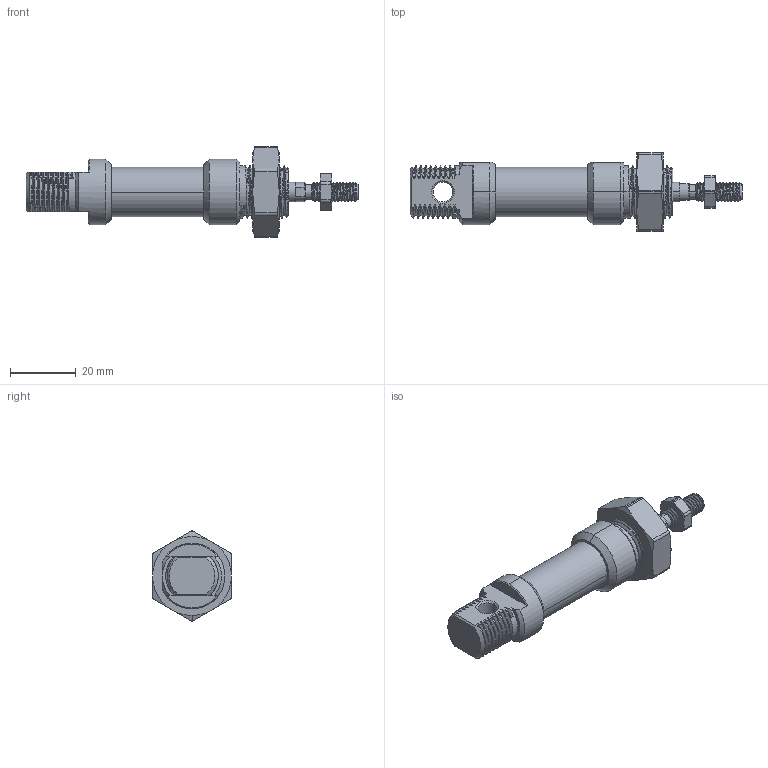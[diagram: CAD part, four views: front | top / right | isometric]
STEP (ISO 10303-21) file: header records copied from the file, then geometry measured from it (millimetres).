
FILE_DESCRIPTION (( 'STEP AP214' ), '1' );
FILE_NAME ('U012 0000 0102.STEP', '2021-04-28T08:33:37', ( '' ), ( '' ), 'SwSTEP 2.0', 'SolidWorks 2019', '' );
FILE_SCHEMA (( 'AUTOMOTIVE_DESIGN' ));
Length unit declared in the file: millimetre
Products named in the file (15): U012 0000 0102; Bolt-DIN912_M4x30; Dæmpeskiver_9012-43; Magnet_9312; 9006-34_9006-34-0 (�12); Stempelstangsmøtrik_U1901430; 9012-35-H00_9012-35-0; 1012-01; Oring_ORING 10x1; Afstryger (12-25)_EL 0058N3582; 1012-02_1012-02; Halsmøtrik_U1901402; Stempeltætning_Z81207N3580; 9012-36; Leje_PAP0608P11
Assembly tree (18 placements, depth 2):
  U012 0000 0102
    9006-34_9006-34-0 (�12)
    1012-02_1012-02
    9012-35-H00_9012-35-0
    1012-01
    Afstryger (12-25)_EL 0058N3582
    9012-36  x2
    Leje_PAP0608P11
    Oring_ORING 10x1  x2
    Magnet_9312
    Stempeltætning_Z81207N3580  x2
    Bolt-DIN912_M4x30
    Dæmpeskiver_9012-43  x2
    Halsmøtrik_U1901402
    Stempelstangsmøtrik_U1901430
Bounding box: 101 x 24 x 27.4 mm (x, y, z)
Volume: 17623.5 mm3; surface area: 16389.9 mm2
Topology: 18 solids, 18 shells, 680 faces, 1655 edges, 1034 vertices
Faces by surface type: cylinder 296, cone 154, plane 99, bspline 69, torus 62
Entity records: 47953 total; most frequent: CARTESIAN_POINT 34386, ORIENTED_EDGE 3002, DIRECTION 2404, EDGE_CURVE 1501, AXIS2_PLACEMENT_3D 984, VERTEX_POINT 948, EDGE_LOOP 657, ADVANCED_FACE 605
